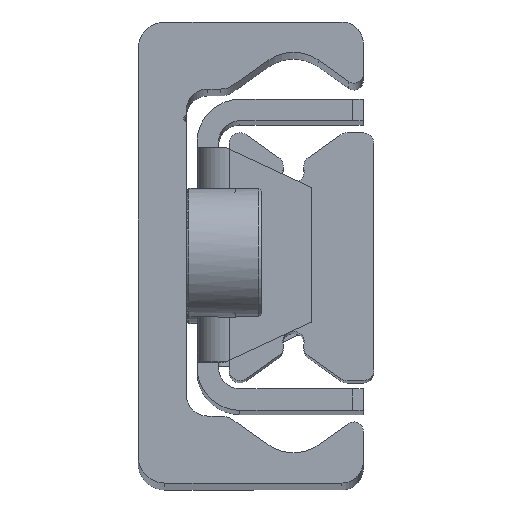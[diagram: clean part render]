
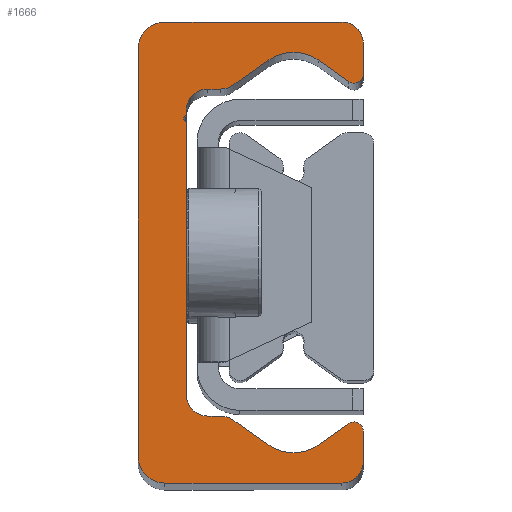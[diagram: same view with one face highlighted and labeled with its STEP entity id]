
A CAD part, top view. The second image highlights one B-rep face of the part: STEP entity #1666.
In plain terms, the highlighted planar face has unit normal (0, 0, 1).
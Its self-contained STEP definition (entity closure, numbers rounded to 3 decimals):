
#660=CARTESIAN_POINT('',(2.499,-21.5,370.0));
#661=VERTEX_POINT('',#660);
#662=CARTESIAN_POINT('',(-0.001,-19.0,370.0));
#663=VERTEX_POINT('',#662);
#664=CARTESIAN_POINT('',(2.499,-19.0,370.0));
#665=DIRECTION('',(0.0,0.0,-1.0));
#666=DIRECTION('',(-1.0,0.0,0.0));
#667=AXIS2_PLACEMENT_3D('',#664,#665,#666);
#668=CIRCLE('',#667,2.5);
#669=EDGE_CURVE('',#661,#663,#668,.T.);
#702=CARTESIAN_POINT('',(-0.001,19.0,370.0));
#703=VERTEX_POINT('',#702);
#704=CARTESIAN_POINT('',(-0.001,-19.0,370.0));
#705=DIRECTION('',(0.0,1.0,0.0));
#706=VECTOR('',#705,38.0);
#707=LINE('',#704,#706);
#708=EDGE_CURVE('',#663,#703,#707,.T.);
#754=CARTESIAN_POINT('',(2.499,21.5,370.0));
#755=VERTEX_POINT('',#754);
#756=CARTESIAN_POINT('',(2.499,19.0,370.0));
#757=DIRECTION('',(0.0,0.0,-1.0));
#758=DIRECTION('',(0.0,1.0,0.0));
#759=AXIS2_PLACEMENT_3D('',#756,#757,#758);
#760=CIRCLE('',#759,2.5);
#761=EDGE_CURVE('',#703,#755,#760,.T.);
#787=CARTESIAN_POINT('',(18.999,21.5,370.0));
#788=VERTEX_POINT('',#787);
#789=CARTESIAN_POINT('',(2.499,21.5,370.0));
#790=DIRECTION('',(1.0,0.0,0.0));
#791=VECTOR('',#790,16.5);
#792=LINE('',#789,#791);
#793=EDGE_CURVE('',#755,#788,#792,.T.);
#818=CARTESIAN_POINT('',(20.999,19.5,370.0));
#819=VERTEX_POINT('',#818);
#820=CARTESIAN_POINT('',(18.999,19.5,370.0));
#821=DIRECTION('',(0.0,0.0,-1.0));
#822=DIRECTION('',(1.0,0.0,0.0));
#823=AXIS2_PLACEMENT_3D('',#820,#821,#822);
#824=CIRCLE('',#823,2.);
#825=EDGE_CURVE('',#788,#819,#824,.T.);
#851=CARTESIAN_POINT('',(20.999,16.65,370.0));
#852=VERTEX_POINT('',#851);
#853=CARTESIAN_POINT('',(20.999,19.5,370.0));
#854=DIRECTION('',(0.0,-1.0,0.0));
#855=VECTOR('',#854,2.85);
#856=LINE('',#853,#855);
#857=EDGE_CURVE('',#819,#852,#856,.T.);
#882=CARTESIAN_POINT('',(19.662,15.953,370.0));
#883=VERTEX_POINT('',#882);
#884=CARTESIAN_POINT('',(20.149,16.65,370.0));
#885=DIRECTION('',(0.0,0.0,-1.));
#886=DIRECTION('',(-0.574,-0.819,0.0));
#887=AXIS2_PLACEMENT_3D('',#884,#885,#886);
#888=CIRCLE('',#887,0.85);
#889=EDGE_CURVE('',#852,#883,#888,.T.);
#915=CARTESIAN_POINT('',(16.794,17.962,370.0));
#916=VERTEX_POINT('',#915);
#917=CARTESIAN_POINT('',(19.662,15.953,370.0));
#918=DIRECTION('',(-0.819,0.574,0.0));
#919=VECTOR('',#918,3.501);
#920=LINE('',#917,#919);
#921=EDGE_CURVE('',#883,#916,#920,.T.);
#946=CARTESIAN_POINT('',(12.205,17.962,370.0));
#947=VERTEX_POINT('',#946);
#948=CARTESIAN_POINT('',(14.499,14.685,370.0));
#949=DIRECTION('',(0.0,0.0,1.0));
#950=DIRECTION('',(-0.574,-0.819,0.0));
#951=AXIS2_PLACEMENT_3D('',#948,#949,#950);
#952=CIRCLE('',#951,4.0);
#953=EDGE_CURVE('',#916,#947,#952,.T.);
#979=CARTESIAN_POINT('',(8.849,15.612,370.0));
#980=VERTEX_POINT('',#979);
#981=CARTESIAN_POINT('',(12.205,17.962,370.0));
#982=DIRECTION('',(-0.819,-0.574,0.0));
#983=VECTOR('',#982,4.097);
#984=LINE('',#981,#983);
#985=EDGE_CURVE('',#947,#980,#984,.T.);
#1010=CARTESIAN_POINT('',(7.702,15.25,370.0));
#1011=VERTEX_POINT('',#1010);
#1012=CARTESIAN_POINT('',(7.702,17.25,370.0));
#1013=DIRECTION('',(0.0,0.0,-1.0));
#1014=DIRECTION('',(0.0,-1.0,0.0));
#1015=AXIS2_PLACEMENT_3D('',#1012,#1013,#1014);
#1016=CIRCLE('',#1015,2.0);
#1017=EDGE_CURVE('',#980,#1011,#1016,.T.);
#1043=CARTESIAN_POINT('',(6.499,15.25,370.0));
#1044=VERTEX_POINT('',#1043);
#1045=CARTESIAN_POINT('',(7.702,15.25,370.0));
#1046=DIRECTION('',(-1.0,0.0,0.0));
#1047=VECTOR('',#1046,1.203);
#1048=LINE('',#1045,#1047);
#1049=EDGE_CURVE('',#1011,#1044,#1048,.T.);
#1074=CARTESIAN_POINT('',(4.499,13.25,370.0));
#1075=VERTEX_POINT('',#1074);
#1076=CARTESIAN_POINT('',(6.499,13.25,370.0));
#1077=DIRECTION('',(0.0,0.0,1.0));
#1078=DIRECTION('',(0.0,-1.0,0.0));
#1079=AXIS2_PLACEMENT_3D('',#1076,#1077,#1078);
#1080=CIRCLE('',#1079,2.0);
#1081=EDGE_CURVE('',#1044,#1075,#1080,.T.);
#1107=CARTESIAN_POINT('',(4.499,12.861,370.0));
#1108=VERTEX_POINT('',#1107);
#1109=CARTESIAN_POINT('',(4.499,13.25,370.0));
#1110=DIRECTION('',(0.0,-1.0,0.0));
#1111=VECTOR('',#1110,0.389);
#1112=LINE('',#1109,#1111);
#1113=EDGE_CURVE('',#1075,#1108,#1112,.T.);
#1138=CARTESIAN_POINT('',(4.411,12.734,370.0));
#1139=VERTEX_POINT('',#1138);
#1140=CARTESIAN_POINT('',(4.363,12.861,370.0));
#1141=DIRECTION('',(0.0,0.0,-1.0));
#1142=DIRECTION('',(0.353,-0.936,0.0));
#1143=AXIS2_PLACEMENT_3D('',#1140,#1141,#1142);
#1144=CIRCLE('',#1143,0.136);
#1145=EDGE_CURVE('',#1108,#1139,#1144,.T.);
#1171=CARTESIAN_POINT('',(4.422,12.262,370.0));
#1172=VERTEX_POINT('',#1171);
#1173=CARTESIAN_POINT('',(4.499,12.5,370.0));
#1174=DIRECTION('',(0.0,0.0,1.0));
#1175=DIRECTION('',(0.353,-0.936,0.0));
#1176=AXIS2_PLACEMENT_3D('',#1173,#1174,#1175);
#1177=CIRCLE('',#1176,0.25);
#1178=EDGE_CURVE('',#1139,#1172,#1177,.T.);
#1204=CARTESIAN_POINT('',(4.499,12.156,370.0));
#1205=VERTEX_POINT('',#1204);
#1206=CARTESIAN_POINT('',(4.387,12.156,370.0));
#1207=DIRECTION('',(0.0,0.0,-1.0));
#1208=DIRECTION('',(1.0,0.0,0.0));
#1209=AXIS2_PLACEMENT_3D('',#1206,#1207,#1208);
#1210=CIRCLE('',#1209,0.112);
#1211=EDGE_CURVE('',#1172,#1205,#1210,.T.);
#1237=CARTESIAN_POINT('',(4.499,-13.25,370.0));
#1238=VERTEX_POINT('',#1237);
#1239=CARTESIAN_POINT('',(4.499,12.156,370.0));
#1240=DIRECTION('',(0.0,-1.0,0.0));
#1241=VECTOR('',#1240,25.406);
#1242=LINE('',#1239,#1241);
#1243=EDGE_CURVE('',#1205,#1238,#1242,.T.);
#1289=CARTESIAN_POINT('',(6.499,-15.25,370.0));
#1290=VERTEX_POINT('',#1289);
#1291=CARTESIAN_POINT('',(6.499,-13.25,370.0));
#1292=DIRECTION('',(0.0,0.0,1.0));
#1293=DIRECTION('',(1.0,0.0,0.0));
#1294=AXIS2_PLACEMENT_3D('',#1291,#1292,#1293);
#1295=CIRCLE('',#1294,2.0);
#1296=EDGE_CURVE('',#1238,#1290,#1295,.T.);
#1322=CARTESIAN_POINT('',(7.702,-15.25,370.0));
#1323=VERTEX_POINT('',#1322);
#1324=CARTESIAN_POINT('',(6.499,-15.25,370.0));
#1325=DIRECTION('',(1.0,0.0,0.0));
#1326=VECTOR('',#1325,1.203);
#1327=LINE('',#1324,#1326);
#1328=EDGE_CURVE('',#1290,#1323,#1327,.T.);
#1353=CARTESIAN_POINT('',(8.849,-15.612,370.0));
#1354=VERTEX_POINT('',#1353);
#1355=CARTESIAN_POINT('',(7.702,-17.25,370.0));
#1356=DIRECTION('',(0.0,0.0,-1.));
#1357=DIRECTION('',(0.574,0.819,0.0));
#1358=AXIS2_PLACEMENT_3D('',#1355,#1356,#1357);
#1359=CIRCLE('',#1358,2.0);
#1360=EDGE_CURVE('',#1323,#1354,#1359,.T.);
#1386=CARTESIAN_POINT('',(12.205,-17.962,370.0));
#1387=VERTEX_POINT('',#1386);
#1388=CARTESIAN_POINT('',(8.849,-15.612,370.0));
#1389=DIRECTION('',(0.819,-0.574,0.0));
#1390=VECTOR('',#1389,4.097);
#1391=LINE('',#1388,#1390);
#1392=EDGE_CURVE('',#1354,#1387,#1391,.T.);
#1417=CARTESIAN_POINT('',(16.794,-17.962,370.0));
#1418=VERTEX_POINT('',#1417);
#1419=CARTESIAN_POINT('',(14.499,-14.685,370.0));
#1420=DIRECTION('',(0.0,0.0,1.0));
#1421=DIRECTION('',(0.574,0.819,0.0));
#1422=AXIS2_PLACEMENT_3D('',#1419,#1420,#1421);
#1423=CIRCLE('',#1422,4.0);
#1424=EDGE_CURVE('',#1387,#1418,#1423,.T.);
#1450=CARTESIAN_POINT('',(19.662,-15.953,370.0));
#1451=VERTEX_POINT('',#1450);
#1452=CARTESIAN_POINT('',(16.794,-17.962,370.0));
#1453=DIRECTION('',(0.819,0.574,0.0));
#1454=VECTOR('',#1453,3.501);
#1455=LINE('',#1452,#1454);
#1456=EDGE_CURVE('',#1418,#1451,#1455,.T.);
#1481=CARTESIAN_POINT('',(20.999,-16.65,370.0));
#1482=VERTEX_POINT('',#1481);
#1483=CARTESIAN_POINT('',(20.149,-16.65,370.0));
#1484=DIRECTION('',(0.0,0.0,-1.0));
#1485=DIRECTION('',(1.0,0.0,0.0));
#1486=AXIS2_PLACEMENT_3D('',#1483,#1484,#1485);
#1487=CIRCLE('',#1486,0.85);
#1488=EDGE_CURVE('',#1451,#1482,#1487,.T.);
#1514=CARTESIAN_POINT('',(20.999,-19.5,370.0));
#1515=VERTEX_POINT('',#1514);
#1516=CARTESIAN_POINT('',(20.999,-16.65,370.0));
#1517=DIRECTION('',(0.0,-1.0,0.0));
#1518=VECTOR('',#1517,2.85);
#1519=LINE('',#1516,#1518);
#1520=EDGE_CURVE('',#1482,#1515,#1519,.T.);
#1545=CARTESIAN_POINT('',(18.999,-21.5,370.0));
#1546=VERTEX_POINT('',#1545);
#1547=CARTESIAN_POINT('',(18.999,-19.5,370.0));
#1548=DIRECTION('',(0.0,0.0,-1.0));
#1549=DIRECTION('',(0.0,-1.0,0.0));
#1550=AXIS2_PLACEMENT_3D('',#1547,#1548,#1549);
#1551=CIRCLE('',#1550,2.);
#1552=EDGE_CURVE('',#1515,#1546,#1551,.T.);
#1578=CARTESIAN_POINT('',(18.999,-21.5,370.0));
#1579=DIRECTION('',(-1.0,0.0,0.0));
#1580=VECTOR('',#1579,16.5);
#1581=LINE('',#1578,#1580);
#1582=EDGE_CURVE('',#1546,#661,#1581,.T.);
#1631=CARTESIAN_POINT('',(7.822,0.017,370.0));
#1632=DIRECTION('',(0.0,0.0,1.0));
#1633=DIRECTION('',(1.0,0.0,0.0));
#1634=AXIS2_PLACEMENT_3D('',#1631,#1632,#1633);
#1635=PLANE('',#1634);
#1636=ORIENTED_EDGE('',*,*,#669,.F.);
#1637=ORIENTED_EDGE('',*,*,#1582,.F.);
#1638=ORIENTED_EDGE('',*,*,#1552,.F.);
#1639=ORIENTED_EDGE('',*,*,#1520,.F.);
#1640=ORIENTED_EDGE('',*,*,#1488,.F.);
#1641=ORIENTED_EDGE('',*,*,#1456,.F.);
#1642=ORIENTED_EDGE('',*,*,#1424,.F.);
#1643=ORIENTED_EDGE('',*,*,#1392,.F.);
#1644=ORIENTED_EDGE('',*,*,#1360,.F.);
#1645=ORIENTED_EDGE('',*,*,#1328,.F.);
#1646=ORIENTED_EDGE('',*,*,#1296,.F.);
#1647=ORIENTED_EDGE('',*,*,#1243,.F.);
#1648=ORIENTED_EDGE('',*,*,#1211,.F.);
#1649=ORIENTED_EDGE('',*,*,#1178,.F.);
#1650=ORIENTED_EDGE('',*,*,#1145,.F.);
#1651=ORIENTED_EDGE('',*,*,#1113,.F.);
#1652=ORIENTED_EDGE('',*,*,#1081,.F.);
#1653=ORIENTED_EDGE('',*,*,#1049,.F.);
#1654=ORIENTED_EDGE('',*,*,#1017,.F.);
#1655=ORIENTED_EDGE('',*,*,#985,.F.);
#1656=ORIENTED_EDGE('',*,*,#953,.F.);
#1657=ORIENTED_EDGE('',*,*,#921,.F.);
#1658=ORIENTED_EDGE('',*,*,#889,.F.);
#1659=ORIENTED_EDGE('',*,*,#857,.F.);
#1660=ORIENTED_EDGE('',*,*,#825,.F.);
#1661=ORIENTED_EDGE('',*,*,#793,.F.);
#1662=ORIENTED_EDGE('',*,*,#761,.F.);
#1663=ORIENTED_EDGE('',*,*,#708,.F.);
#1664=EDGE_LOOP('',(#1636,#1637,#1638,#1639,#1640,#1641,#1642,#1643,#1644,#1645,#1646,#1647,#1648,#1649,#1650,#1651,#1652,#1653,#1654,#1655,#1656,#1657,#1658,#1659,#1660,#1661,#1662,#1663));
#1665=FACE_OUTER_BOUND('',#1664,.T.);
#1666=ADVANCED_FACE('',(#1665),#1635,.T.);
